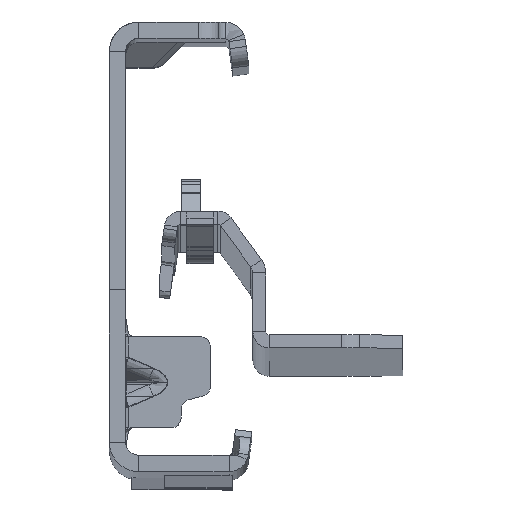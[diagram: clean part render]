
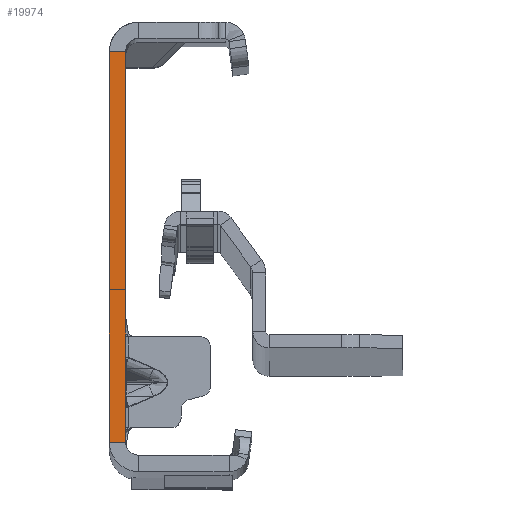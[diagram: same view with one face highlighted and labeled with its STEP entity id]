
A CAD part, top view. The second image highlights one B-rep face of the part: STEP entity #19974.
In plain terms, the highlighted planar face has unit normal (0, 0, 1).
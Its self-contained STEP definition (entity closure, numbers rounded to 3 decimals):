
#3084 = EDGE_CURVE ( 'NONE', #17955, #46232, #6870, .T. ) ;
#3125 = DIRECTION ( 'NONE',  ( -1., 0., 0. ) ) ;
#4682 = LINE ( 'NONE', #32271, #38925 ) ;
#5024 = ORIENTED_EDGE ( 'NONE', *, *, #36048, .T. ) ;
#5603 = DIRECTION ( 'NONE',  ( 1., 0., 0. ) ) ;
#6870 = LINE ( 'NONE', #29478, #14264 ) ;
#7786 = CARTESIAN_POINT ( 'NONE',  ( -2.5, -32., 0. ) ) ;
#8624 = AXIS2_PLACEMENT_3D ( 'NONE', #47470, #16919, #5603 ) ;
#9556 = EDGE_CURVE ( 'NONE', #14780, #17955, #4682, .T. ) ;
#10785 = CARTESIAN_POINT ( 'NONE',  ( 0., 30., 0. ) ) ;
#12451 = DIRECTION ( 'NONE',  ( 0., -1., 0. ) ) ;
#14264 = VECTOR ( 'NONE', #3125, 1000. ) ;
#14317 = DIRECTION ( 'NONE',  ( -1., 0., 0. ) ) ;
#14780 = VERTEX_POINT ( 'NONE', #41729 ) ;
#16919 = DIRECTION ( 'NONE',  ( 0., 0., 1. ) ) ;
#17955 = VERTEX_POINT ( 'NONE', #26768 ) ;
#19793 = VECTOR ( 'NONE', #42128, 1000. ) ;
#19974 = ADVANCED_FACE ( 'NONE', ( #24701 ), #47719, .T. ) ;
#24701 = FACE_OUTER_BOUND ( 'NONE', #43104, .T. ) ;
#25367 = VERTEX_POINT ( 'NONE', #39774 ) ;
#26768 = CARTESIAN_POINT ( 'NONE',  ( 0., -30., 0. ) ) ;
#29478 = CARTESIAN_POINT ( 'NONE',  ( 0., -30., 0. ) ) ;
#30653 = LINE ( 'NONE', #7786, #19793 ) ;
#32271 = CARTESIAN_POINT ( 'NONE',  ( 0., -32., 0. ) ) ;
#33932 = CARTESIAN_POINT ( 'NONE',  ( -2.5, -30., 0. ) ) ;
#36048 = EDGE_CURVE ( 'NONE', #14780, #25367, #41118, .T. ) ;
#38925 = VECTOR ( 'NONE', #12451, 1000. ) ;
#39774 = CARTESIAN_POINT ( 'NONE',  ( -2.5, 30., 0. ) ) ;
#39849 = ORIENTED_EDGE ( 'NONE', *, *, #45392, .T. ) ;
#41118 = LINE ( 'NONE', #10785, #47885 ) ;
#41729 = CARTESIAN_POINT ( 'NONE',  ( 0., 30., 0. ) ) ;
#41882 = ORIENTED_EDGE ( 'NONE', *, *, #9556, .F. ) ;
#42128 = DIRECTION ( 'NONE',  ( 0., -1., 0. ) ) ;
#43104 = EDGE_LOOP ( 'NONE', ( #41882, #5024, #39849, #45890 ) ) ;
#45392 = EDGE_CURVE ( 'NONE', #25367, #46232, #30653, .T. ) ;
#45890 = ORIENTED_EDGE ( 'NONE', *, *, #3084, .F. ) ;
#46232 = VERTEX_POINT ( 'NONE', #33932 ) ;
#47470 = CARTESIAN_POINT ( 'NONE',  ( -2.5, -32., 0. ) ) ;
#47719 = PLANE ( 'NONE',  #8624 ) ;
#47885 = VECTOR ( 'NONE', #14317, 1000. ) ;
